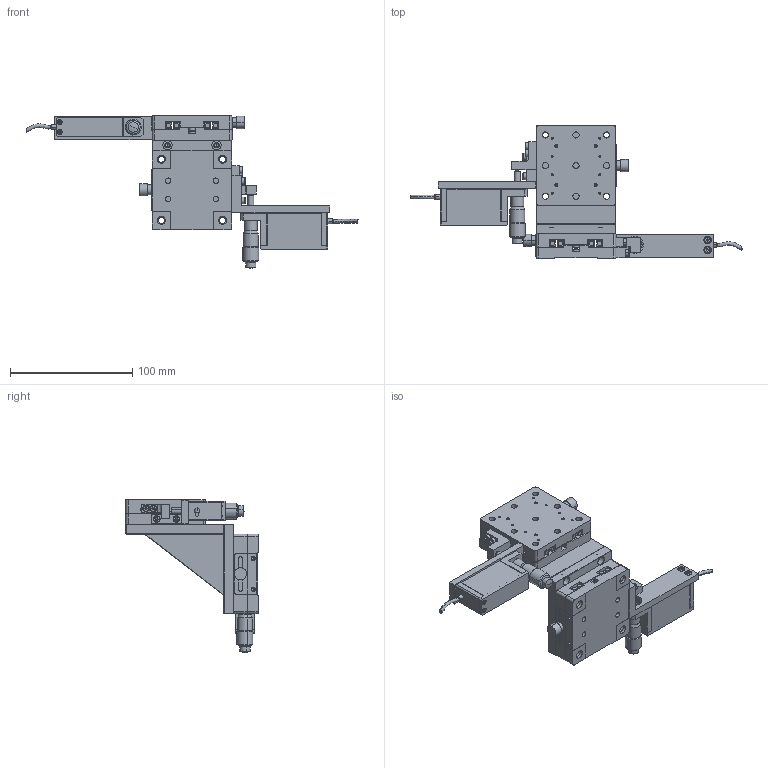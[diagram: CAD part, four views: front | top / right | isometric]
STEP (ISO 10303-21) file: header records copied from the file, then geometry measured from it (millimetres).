
FILE_DESCRIPTION (( 'STEP AP203' ), '1' );
FILE_NAME ('YZ65P84S250.STEP', '2022-01-24T01:17:29', ( '' ), ( '' ), 'SwSTEP 2.0', 'SolidWorks 2016', '' );
FILE_SCHEMA (( 'CONFIG_CONTROL_DESIGN' ));
Length unit declared in the file: millimetre
Products named in the file (1): YZ65P84S250
Bounding box: 271.2 x 108 x 124.5 mm (x, y, z)
Volume: 316285.7 mm3; surface area: 147870.3 mm2
Topology: 57 solids, 57 shells, 1504 faces, 3612 edges, 2234 vertices
Faces by surface type: plane 742, cylinder 550, cone 156, torus 44, sphere 8, bspline 4
Entity records: 44283 total; most frequent: CARTESIAN_POINT 8231, DIRECTION 7908, ORIENTED_EDGE 7036, EDGE_CURVE 3518, AXIS2_PLACEMENT_3D 2941, VERTEX_POINT 2228, VECTOR 2026, LINE 2026
